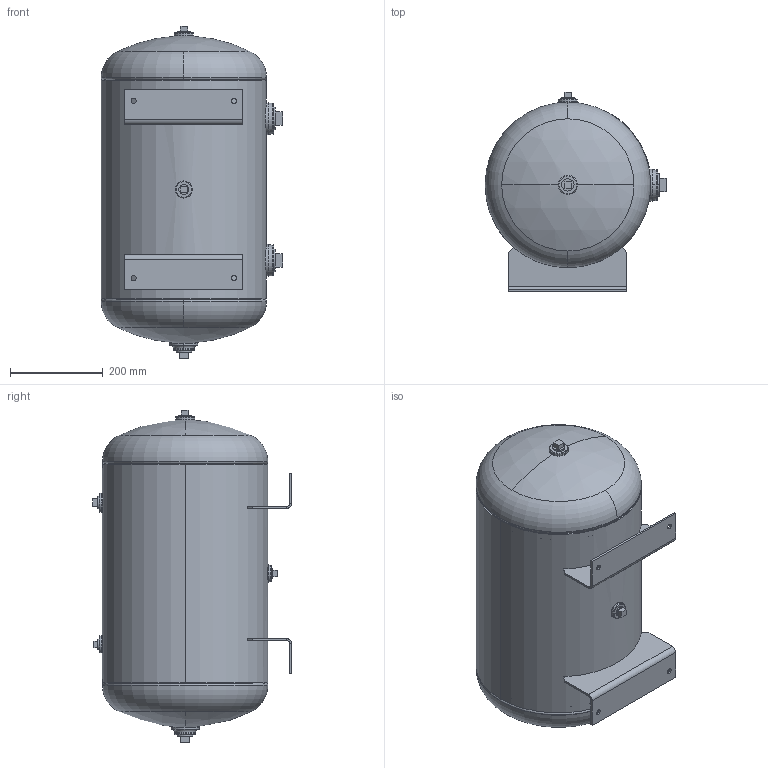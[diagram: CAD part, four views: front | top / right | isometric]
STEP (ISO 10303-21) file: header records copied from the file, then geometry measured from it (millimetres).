
FILE_DESCRIPTION (( 'STEP AP203' ), '1' );
FILE_NAME ('304940.STEP', '2012-03-06T19:52:19', ( '' ), ( '' ), 'SwSTEP 2.0', 'SolidWorks 2011', '' );
FILE_SCHEMA (( 'CONFIG_CONTROL_DESIGN' ));
Length unit declared in the file: inch
Products named in the file (1): 304940
Bounding box: 390.78 x 427.94 x 714.01 mm (x, y, z)
Surface area: 1051305.7 mm2 (no closed solid volume)
Topology: 0 solids, 23 shells, 245 faces, 641 edges, 410 vertices
Faces by surface type: plane 103, torus 64, cylinder 62, bspline 12, sphere 4
Full cylindrical faces by diameter (mm): 355.6 x1
Entity records: 9458 total; most frequent: CARTESIAN_POINT 3329, DIRECTION 1337, ORIENTED_EDGE 1124, EDGE_CURVE 641, AXIS2_PLACEMENT_3D 516, VERTEX_POINT 410, VECTOR 305, LINE 305
